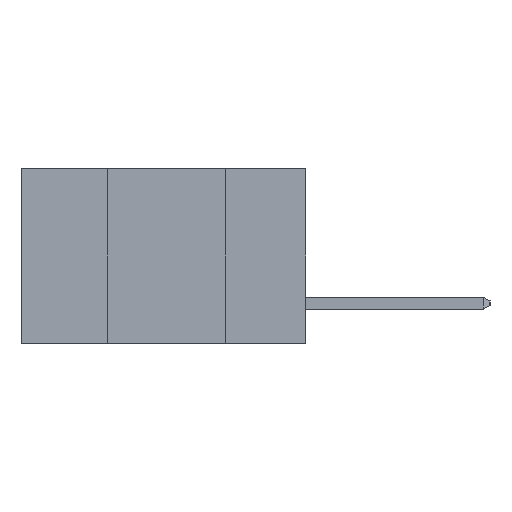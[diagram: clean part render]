
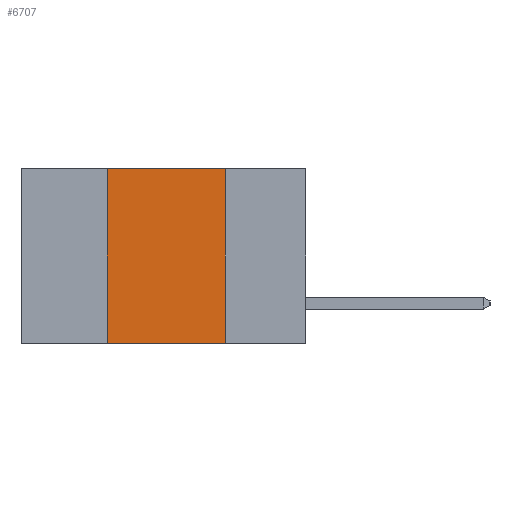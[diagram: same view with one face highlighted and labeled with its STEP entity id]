
A CAD part, left-side view. The second image highlights one B-rep face of the part: STEP entity #6707.
In plain terms, the highlighted planar face has unit normal (-1, 0, 0).
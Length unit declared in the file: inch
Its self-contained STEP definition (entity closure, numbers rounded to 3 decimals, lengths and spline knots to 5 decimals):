
#571 = CARTESIAN_POINT ( 'NONE',  ( 0., 0.17, -0.37 ) ) ;
#1141 = PLANE ( 'NONE',  #1873 ) ;
#1873 = AXIS2_PLACEMENT_3D ( 'NONE', #15288, #9537, #2373 ) ;
#1990 = ORIENTED_EDGE ( 'NONE', *, *, #14760, .F. ) ;
#2373 = DIRECTION ( 'NONE',  ( 0., 0., -1. ) ) ;
#2397 = ORIENTED_EDGE ( 'NONE', *, *, #8779, .T. ) ;
#2516 = CARTESIAN_POINT ( 'NONE',  ( 0., 0.17, 0. ) ) ;
#2541 = LINE ( 'NONE', #2516, #14387 ) ;
#2814 = VERTEX_POINT ( 'NONE', #7980 ) ;
#2934 = ORIENTED_EDGE ( 'NONE', *, *, #4700, .F. ) ;
#2946 = VERTEX_POINT ( 'NONE', #571 ) ;
#2959 = LINE ( 'NONE', #8585, #12083 ) ;
#3086 = CARTESIAN_POINT ( 'NONE',  ( 0., 0.6, 0. ) ) ;
#3563 = VERTEX_POINT ( 'NONE', #8712 ) ;
#4311 = EDGE_LOOP ( 'NONE', ( #11168, #2934, #1990, #2397 ) ) ;
#4700 = EDGE_CURVE ( 'NONE', #3563, #2814, #10781, .T. ) ;
#5352 = LINE ( 'NONE', #11386, #14358 ) ;
#5505 = EDGE_CURVE ( 'NONE', #2814, #2946, #2541, .T. ) ;
#6707 = ADVANCED_FACE ( 'NONE', ( #9222 ), #1141, .F. ) ;
#7801 = DIRECTION ( 'NONE',  ( 0., 0., 1. ) ) ;
#7980 = CARTESIAN_POINT ( 'NONE',  ( 0., 0.17, 0. ) ) ;
#8585 = CARTESIAN_POINT ( 'NONE',  ( 0., 0.6, -0.37 ) ) ;
#8712 = CARTESIAN_POINT ( 'NONE',  ( 0., 0.42, 0. ) ) ;
#8779 = EDGE_CURVE ( 'NONE', #14664, #2946, #2959, .T. ) ;
#9222 = FACE_OUTER_BOUND ( 'NONE', #4311, .T. ) ;
#9537 = DIRECTION ( 'NONE',  ( 1., 0., 0. ) ) ;
#10781 = LINE ( 'NONE', #3086, #13464 ) ;
#10996 = DIRECTION ( 'NONE',  ( 0., -1., 0. ) ) ;
#11168 = ORIENTED_EDGE ( 'NONE', *, *, #5505, .F. ) ;
#11386 = CARTESIAN_POINT ( 'NONE',  ( 0., 0.42, 0. ) ) ;
#12083 = VECTOR ( 'NONE', #10996, 39.37008 ) ;
#12619 = DIRECTION ( 'NONE',  ( 0., -1., 0. ) ) ;
#13187 = DIRECTION ( 'NONE',  ( 0., 0., -1. ) ) ;
#13464 = VECTOR ( 'NONE', #12619, 39.37008 ) ;
#14358 = VECTOR ( 'NONE', #7801, 39.37008 ) ;
#14387 = VECTOR ( 'NONE', #13187, 39.37008 ) ;
#14664 = VERTEX_POINT ( 'NONE', #14676 ) ;
#14676 = CARTESIAN_POINT ( 'NONE',  ( 0., 0.42, -0.37 ) ) ;
#14760 = EDGE_CURVE ( 'NONE', #14664, #3563, #5352, .T. ) ;
#15288 = CARTESIAN_POINT ( 'NONE',  ( 0., 0.6, 0. ) ) ;
